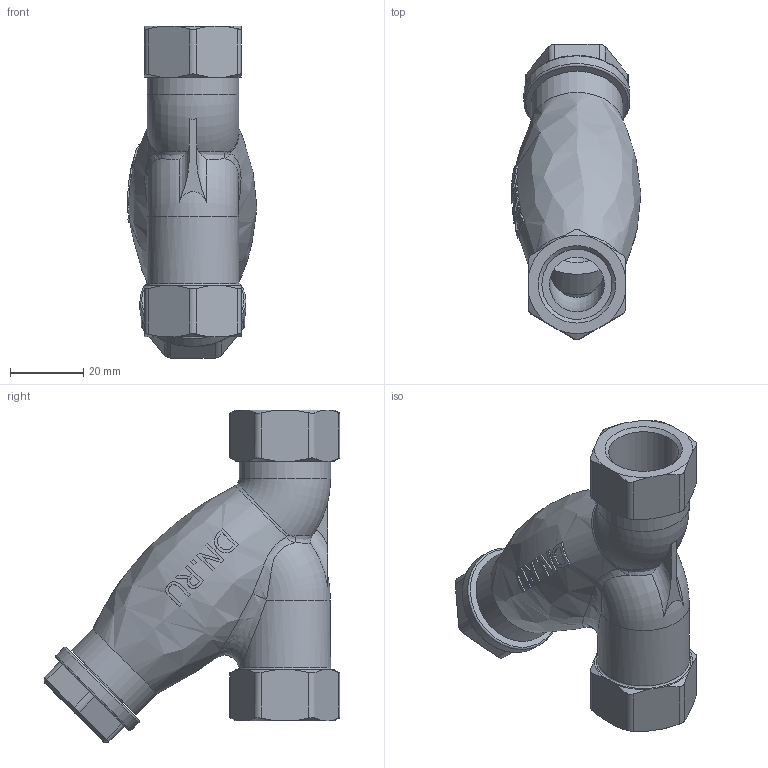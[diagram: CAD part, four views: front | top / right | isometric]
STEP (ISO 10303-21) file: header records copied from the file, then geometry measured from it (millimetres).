
FILE_DESCRIPTION(/* description */ (''),/* implementation_level */ '2;1');
FILE_NAME(/* name */ 'DN15_3D_STEP.stp',/* time_stamp */ '2025-07-24T16:03:21+03:00',/* author */ ('igorr'),/* organization */ (''),/* preprocessor_version */ 'ST-DEVELOPER v20',/* originating_system */ 'Autodesk Inventor 2025',/* authorisation */ '');
FILE_SCHEMA (('AUTOMOTIVE_DESIGN { 1 0 10303 214 3 1 1 }'));
Length unit declared in the file: millimetre
Products named in the file (1): Деталь
Bounding box: 35.46 x 80.76 x 90.76 mm (x, y, z)
Volume: 66485.3 mm3; surface area: 22183 mm2
Topology: 2 solids, 2 shells, 199 faces, 519 edges, 337 vertices
Faces by surface type: plane 82, bspline 41, cylinder 33, cone 32, torus 11
Full cylindrical faces by diameter (mm): 15 x4, 19.17 x2, 25 x2, 29 x1
Entity records: 7907 total; most frequent: CARTESIAN_POINT 3308, ORIENTED_EDGE 1038, DIRECTION 713, EDGE_CURVE 519, VERTEX_POINT 337, AXIS2_PLACEMENT_3D 275, EDGE_LOOP 214, STYLED_ITEM 201
